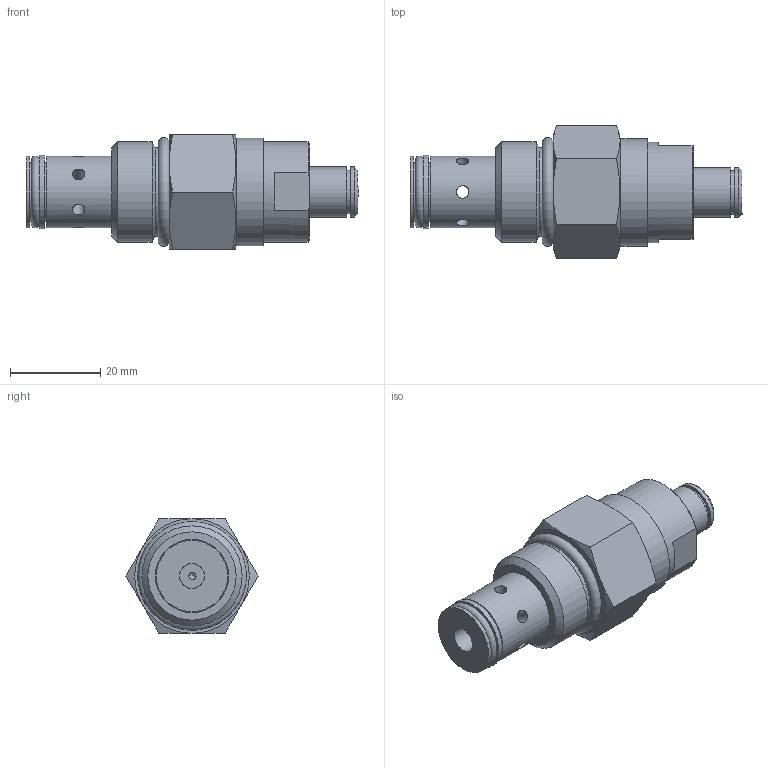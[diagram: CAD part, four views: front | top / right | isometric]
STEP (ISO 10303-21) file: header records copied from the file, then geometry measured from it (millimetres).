
FILE_DESCRIPTION(/* description */ (''),/* implementation_level */ '2;1');
FILE_NAME(/* name */ '4610.stp',/* time_stamp */ '2016-10-24T13:33:17-05:00',/* author */ ('jml'),/* organization */ (''),/* preprocessor_version */ 'ST-DEVELOPER v16.1',/* originating_system */ 'Autodesk Inventor 2016',/* authorisation */ '');
FILE_SCHEMA (('AUTOMOTIVE_DESIGN { 1 0 10303 214 3 1 1 }'));
Length unit declared in the file: inch
Products named in the file (9): 4610; 221170; 221169; 908 O-RING; 910 O-RING; 014 O-RING; 014 BACKUP; 012 O-RING; 4610_1
Assembly tree (8 placements, depth 2):
  4610_1
    4610
    221170
    221169
    908 O-RING
    910 O-RING
    014 O-RING
    014 BACKUP
    012 O-RING
Bounding box: 73.56 x 29.33 x 25.4 mm (x, y, z)
Volume: 18508.6 mm3; surface area: 13658.3 mm2
Topology: 8 solids, 8 shells, 119 faces, 291 edges, 214 vertices
Faces by surface type: plane 44, cone 35, cylinder 34, torus 6
Full cylindrical faces by diameter (mm): 1.575 x1, 2.769 x6, 3.962 x1, 5.537 x2, 6.223 x1, 6.553 x1, 9.652 x1, 9.728 x1, 10.668 x1, 11.1 x2, 12.954 x1, 13.208 x1, 13.437 x2, 13.538 x1, 14.986 x1, 15.088 x1, 15.824 x2, 16.205 x1, 16.764 x1, 17.323 x1, 19.05 x1, 19.685 x1, 22.225 x2, 23.8 x1
Entity records: 3747 total; most frequent: CARTESIAN_POINT 1082, DIRECTION 542, ORIENTED_EDGE 404, AXIS2_PLACEMENT_3D 236, EDGE_CURVE 202, EDGE_LOOP 196, VERTEX_POINT 150, FACE_OUTER_BOUND 119
